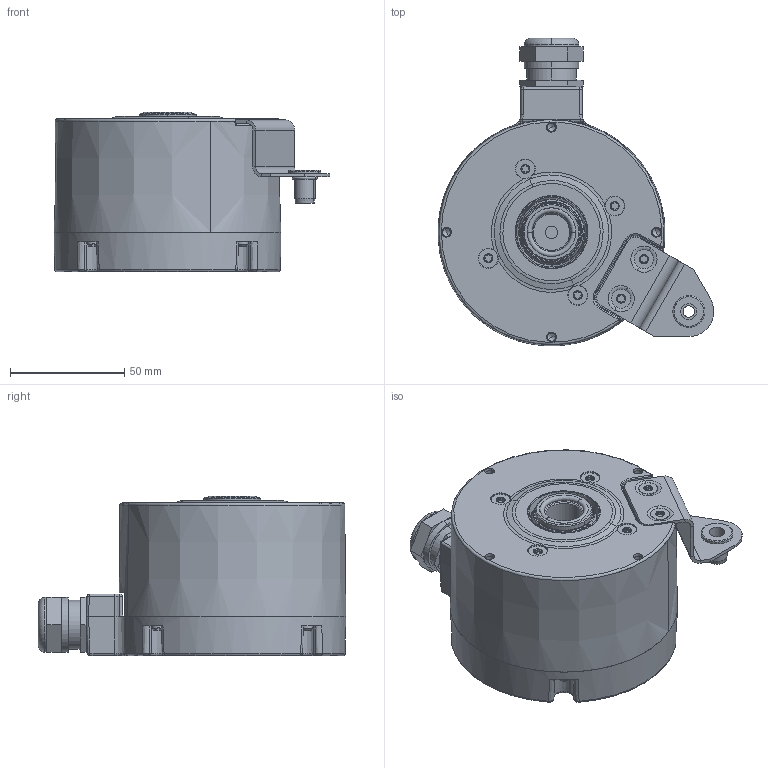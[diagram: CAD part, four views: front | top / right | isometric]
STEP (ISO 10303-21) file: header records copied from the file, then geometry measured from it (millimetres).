
FILE_DESCRIPTION((''),'2;1');
FILE_NAME('760431-02','2013-08-09T',('se2562'),(''),'PRO/ENGINEER BY PARAMETRIC TECHNOLOGY CORPORATION, 2011410','PRO/ENGINEER BY PARAMETRIC TECHNOLOGY CORPORATION, 2011410','');
FILE_SCHEMA(('CONFIG_CONTROL_DESIGN'));
Length unit declared in the file: millimetre
Products named in the file (1): 760431-02
Bounding box: 120.92 x 134.83 x 69.8 mm (x, y, z)
Volume: 266266.4 mm3; surface area: 109039.7 mm2
Topology: 11 solids, 21 shells, 1069 faces, 2650 edges, 1555 vertices
Faces by surface type: cylinder 283, cone 234, plane 225, torus 143, bspline 102, sphere 82
Entity records: 40182 total; most frequent: CARTESIAN_POINT 15949, DIRECTION 5174, ORIENTED_EDGE 5064, EDGE_CURVE 2532, AXIS2_PLACEMENT_3D 2186, VERTEX_POINT 1555, CIRCLE 1219, EDGE_LOOP 1133
